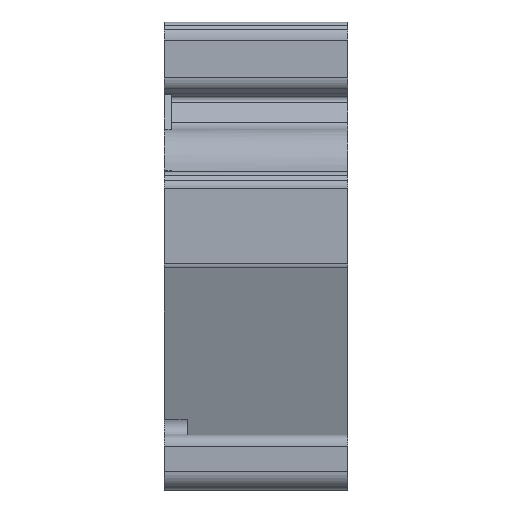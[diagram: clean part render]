
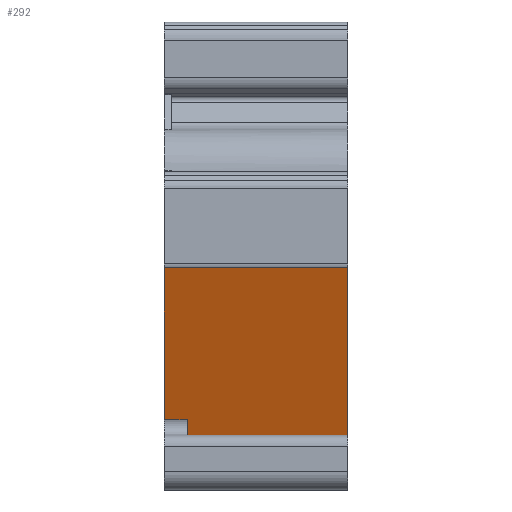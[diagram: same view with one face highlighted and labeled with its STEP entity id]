
A CAD part, left-side view. The second image highlights one B-rep face of the part: STEP entity #292.
In plain terms, the highlighted planar face has unit normal (-0.94, 0, -0.342).
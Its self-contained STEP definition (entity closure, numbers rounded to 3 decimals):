
#292 = ADVANCED_FACE( '', ( #705 ), #706, .F. );
#705 = FACE_OUTER_BOUND( '', #1238, .T. );
#706 = PLANE( '', #1239 );
#1238 = EDGE_LOOP( '', ( #2115, #2116, #2117, #2118, #2119, #2120 ) );
#1239 = AXIS2_PLACEMENT_3D( '', #2121, #2122, #2123 );
#2115 = ORIENTED_EDGE( '', *, *, #3587, .T. );
#2116 = ORIENTED_EDGE( '', *, *, #3588, .F. );
#2117 = ORIENTED_EDGE( '', *, *, #3448, .F. );
#2118 = ORIENTED_EDGE( '', *, *, #3589, .T. );
#2119 = ORIENTED_EDGE( '', *, *, #3590, .T. );
#2120 = ORIENTED_EDGE( '', *, *, #3591, .T. );
#2121 = CARTESIAN_POINT( '', ( -13.507, 7.95, -0.512 ) );
#2122 = DIRECTION( '', ( 0.94, 0., 0.342 ) );
#2123 = DIRECTION( '', ( 0.342, 0., -0.94 ) );
#3448 = EDGE_CURVE( '', #4235, #4237, #4238, .T. );
#3587 = EDGE_CURVE( '', #4467, #4468, #4469, .T. );
#3588 = EDGE_CURVE( '', #4237, #4468, #4470, .T. );
#3589 = EDGE_CURVE( '', #4235, #4471, #4472, .T. );
#3590 = EDGE_CURVE( '', #4471, #4473, #4474, .T. );
#3591 = EDGE_CURVE( '', #4473, #4467, #4475, .T. );
#4235 = VERTEX_POINT( '', #5318 );
#4237 = VERTEX_POINT( '', #5320 );
#4238 = LINE( '', #5321, #5322 );
#4467 = VERTEX_POINT( '', #5680 );
#4468 = VERTEX_POINT( '', #5681 );
#4469 = LINE( '', #5682, #5683 );
#4470 = LINE( '', #5684, #5685 );
#4471 = VERTEX_POINT( '', #5686 );
#4472 = LINE( '', #5687, #5688 );
#4473 = VERTEX_POINT( '', #5689 );
#4474 = LINE( '', #5690, #5691 );
#4475 = LINE( '', #5692, #5693 );
#5318 = CARTESIAN_POINT( '', ( -11.091, 8., -7.15 ) );
#5320 = CARTESIAN_POINT( '', ( -13.507, 8., -0.512 ) );
#5321 = CARTESIAN_POINT( '', ( -13.507, 8., -0.512 ) );
#5322 = VECTOR( '', #6568, 1000. );
#5680 = CARTESIAN_POINT( '', ( -10.435, 0., -8.953 ) );
#5681 = CARTESIAN_POINT( '', ( -13.507, 0., -0.512 ) );
#5682 = CARTESIAN_POINT( '', ( -13.507, 0., -0.512 ) );
#5683 = VECTOR( '', #6755, 1000. );
#5684 = CARTESIAN_POINT( '', ( -13.507, 7.95, -0.512 ) );
#5685 = VECTOR( '', #6756, 1000. );
#5686 = CARTESIAN_POINT( '', ( -11.091, 7., -7.15 ) );
#5687 = CARTESIAN_POINT( '', ( -11.091, 7.95, -7.15 ) );
#5688 = VECTOR( '', #6757, 1000. );
#5689 = CARTESIAN_POINT( '', ( -10.435, 7., -8.953 ) );
#5690 = CARTESIAN_POINT( '', ( -11.091, 7., -7.15 ) );
#5691 = VECTOR( '', #6758, 1000. );
#5692 = CARTESIAN_POINT( '', ( -10.435, 7., -8.953 ) );
#5693 = VECTOR( '', #6759, 1000. );
#6568 = DIRECTION( '', ( -0.342, 0., 0.94 ) );
#6755 = DIRECTION( '', ( -0.342, 0., 0.94 ) );
#6756 = DIRECTION( '', ( 0., -1., 0. ) );
#6757 = DIRECTION( '', ( 0., -1., 0. ) );
#6758 = DIRECTION( '', ( 0.342, 0., -0.94 ) );
#6759 = DIRECTION( '', ( 0., -1., 0. ) );
